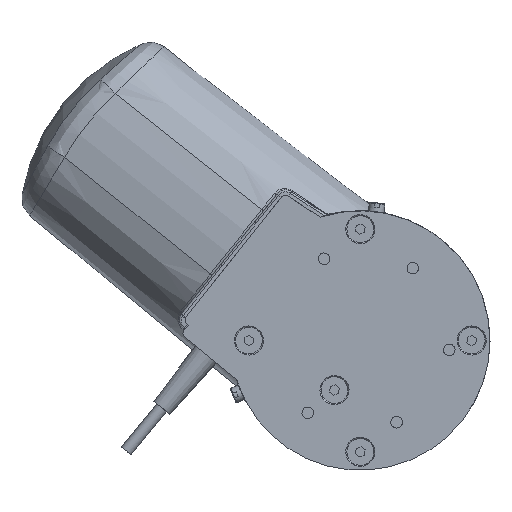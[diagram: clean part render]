
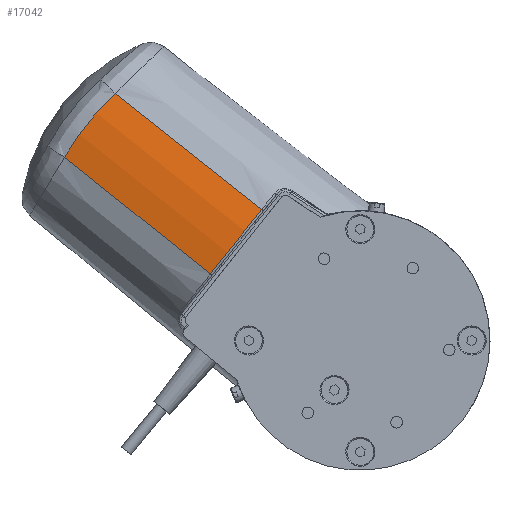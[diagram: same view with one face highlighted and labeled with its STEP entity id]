
A CAD part, front view. The second image highlights one B-rep face of the part: STEP entity #17042.
In plain terms, the highlighted conical face has half-angle 1 degrees and reference radius 115.886 mm.
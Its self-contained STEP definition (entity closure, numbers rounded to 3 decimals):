
#269 = CARTESIAN_POINT ( 'NONE',  ( -118.067, 0.374, 101.779 ) ) ;
#1764 = EDGE_CURVE ( 'NONE', #11035, #14693, #14018, .T. ) ;
#2744 = CARTESIAN_POINT ( 'NONE',  ( -132.243, 1.652, 81.945 ) ) ;
#2861 = CARTESIAN_POINT ( 'NONE',  ( -120.295, 0.249, 99.173 ) ) ;
#3575 = DIRECTION ( 'NONE',  ( 0.783, 0., -0.623 ) ) ;
#4192 = ORIENTED_EDGE ( 'NONE', *, *, #1764, .T. ) ;
#5346 = CARTESIAN_POINT ( 'NONE',  ( -11.592, -1.01, -14.573 ) ) ;
#5458 = CARTESIAN_POINT ( 'NONE',  ( -121.502, 0.224, 97.694 ) ) ;
#5706 = VERTEX_POINT ( 'NONE', #30751 ) ;
#6866 = CARTESIAN_POINT ( 'NONE',  ( -67.021, 0.213, 29.769 ) ) ;
#7923 = CARTESIAN_POINT ( 'NONE',  ( -111.81, 1.181, 108.381 ) ) ;
#8033 = CARTESIAN_POINT ( 'NONE',  ( -121.86, 0.221, 97.248 ) ) ;
#8226 = LINE ( 'NONE', #5346, #27289 ) ;
#9407 = DIRECTION ( 'NONE',  ( -0.783, 0., 0.623 ) ) ;
#9536 = EDGE_CURVE ( 'NONE', #11035, #5706, #30946, .T. ) ;
#10661 = CARTESIAN_POINT ( 'NONE',  ( -129.248, 0.705, 87.214 ) ) ;
#11035 = VERTEX_POINT ( 'NONE', #11905 ) ;
#11156 = VECTOR ( 'NONE', #31177, 1000. ) ;
#11905 = CARTESIAN_POINT ( 'NONE',  ( -109.593, 1.652, 110.42 ) ) ;
#12752 = FACE_OUTER_BOUND ( 'NONE', #17521, .T. ) ;
#13812 = CARTESIAN_POINT ( 'NONE',  ( -55.552, 114.625, 44.188 ) ) ;
#14018 = B_SPLINE_CURVE_WITH_KNOTS ( 'NONE', 3,
 ( #31212, #7923, #23415, #15738, #269, #18331, #2861, #20928, #5458, #23523, #8033, #26136, #10661, #28732 ),
 .UNSPECIFIED., .F., .F.,
 ( 4, 2, 2, 1, 1, 2, 2, 4 ),
 ( 0., 0.25, 0.375, 0.437, 0.469, 0.484, 0.5, 1. ),
 .UNSPECIFIED. ) ;
#14693 = VERTEX_POINT ( 'NONE', #2744 ) ;
#15738 = CARTESIAN_POINT ( 'NONE',  ( -117.054, 0.465, 102.912 ) ) ;
#15836 = AXIS2_PLACEMENT_3D ( 'NONE', #24901, #9407, #27497 ) ;
#16447 = DIRECTION ( 'NONE',  ( -0.623, 0., -0.783 ) ) ;
#17042 = ADVANCED_FACE ( 'NONE', ( #12752 ), #18801, .T. ) ;
#17521 = EDGE_LOOP ( 'NONE', ( #21118, #4192, #17999, #25867 ) ) ;
#17999 = ORIENTED_EDGE ( 'NONE', *, *, #18172, .T. ) ;
#18172 = EDGE_CURVE ( 'NONE', #14693, #19064, #8226, .T. ) ;
#18331 = CARTESIAN_POINT ( 'NONE',  ( -119.557, 0.283, 100.047 ) ) ;
#18801 = CONICAL_SURFACE ( 'NONE', #24427, 115.886, 0.017 ) ;
#19064 = VERTEX_POINT ( 'NONE', #6866 ) ;
#20784 = CARTESIAN_POINT ( 'NONE',  ( 11.592, -1.01, 14.573 ) ) ;
#20825 = DIRECTION ( 'NONE',  ( 0.781, -0.017, -0.625 ) ) ;
#20928 = CARTESIAN_POINT ( 'NONE',  ( -121.142, 0.229, 98.139 ) ) ;
#21118 = ORIENTED_EDGE ( 'NONE', *, *, #9536, .F. ) ;
#23415 = CARTESIAN_POINT ( 'NONE',  ( -113.954, 0.824, 106.246 ) ) ;
#23523 = CARTESIAN_POINT ( 'NONE',  ( -121.741, 0.222, 97.396 ) ) ;
#24073 = EDGE_CURVE ( 'NONE', #19064, #5706, #30179, .T. ) ;
#24427 = AXIS2_PLACEMENT_3D ( 'NONE', #13812, #3575, #16447 ) ;
#24901 = CARTESIAN_POINT ( 'NONE',  ( -55.552, 114.625, 44.188 ) ) ;
#25867 = ORIENTED_EDGE ( 'NONE', *, *, #24073, .T. ) ;
#26136 = CARTESIAN_POINT ( 'NONE',  ( -125.812, 0.218, 92.284 ) ) ;
#27289 = VECTOR ( 'NONE', #20825, 1000. ) ;
#27497 = DIRECTION ( 'NONE',  ( 0., -1., 0. ) ) ;
#28732 = CARTESIAN_POINT ( 'NONE',  ( -132.243, 1.652, 81.945 ) ) ;
#30179 = CIRCLE ( 'NONE', #15836, 115.886 ) ;
#30751 = CARTESIAN_POINT ( 'NONE',  ( -44.082, 0.213, 58.606 ) ) ;
#30946 = LINE ( 'NONE', #20784, #11156 ) ;
#31177 = DIRECTION ( 'NONE',  ( 0.784, -0.017, -0.62 ) ) ;
#31212 = CARTESIAN_POINT ( 'NONE',  ( -109.593, 1.652, 110.42 ) ) ;
